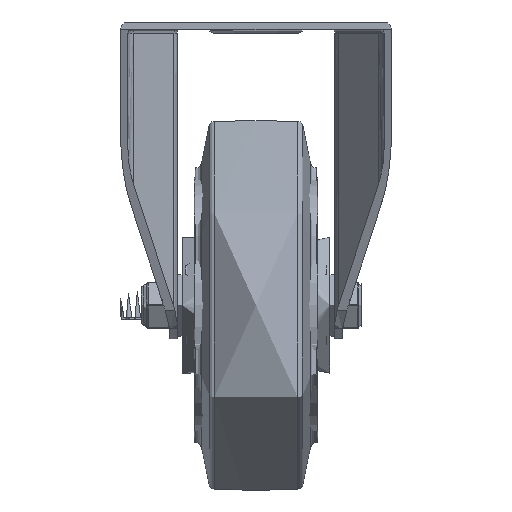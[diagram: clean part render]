
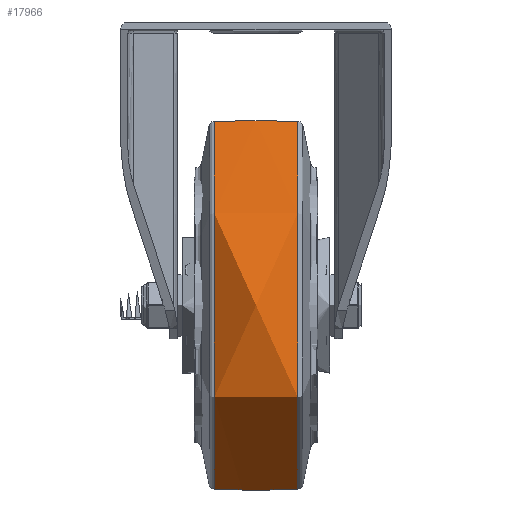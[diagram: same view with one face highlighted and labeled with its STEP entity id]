
A CAD part, left-side view. The second image highlights one B-rep face of the part: STEP entity #17966.
In plain terms, the highlighted free-form (B-spline) face has degree [2, 2] with [3, 9] control points.
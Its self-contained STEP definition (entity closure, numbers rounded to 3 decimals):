
#45=(
BOUNDED_SURFACE()
B_SPLINE_SURFACE(2,2,((#25927,#25928,#25929,#25930,#25931,#25932,#25933,
#25934,#25935),(#25936,#25937,#25938,#25939,#25940,#25941,#25942,#25943,
#25944),(#25945,#25946,#25947,#25948,#25949,#25950,#25951,#25952,#25953)),
 .UNSPECIFIED.,.F.,.T.,.F.)
B_SPLINE_SURFACE_WITH_KNOTS((3,3),(3,2,2,2,3),(-0.043,0.043),
(-3.142,-1.571,0.,1.571,3.142),
 .UNSPECIFIED.)
GEOMETRIC_REPRESENTATION_ITEM()
RATIONAL_B_SPLINE_SURFACE(((1.,0.707,1.,0.707,1.,
0.707,1.,0.707,1.),(0.999,0.706,
0.999,0.706,0.999,0.706,
0.999,0.706,0.999),(1.,0.707,
1.,0.707,1.,0.707,1.,0.707,1.)))
REPRESENTATION_ITEM('')
SURFACE()
);
#4917=FACE_OUTER_BOUND('',#5971,.T.);
#5971=EDGE_LOOP('',(#12984,#12985,#12986,#12987));
#7062=CIRCLE('',#19291,74.634);
#7065=CIRCLE('',#19294,74.634);
#7066=CIRCLE('',#19295,390.807);
#7805=VERTEX_POINT('',#25922);
#7807=VERTEX_POINT('',#25954);
#9784=EDGE_CURVE('',#7805,#7805,#7062,.T.);
#9787=EDGE_CURVE('',#7807,#7807,#7065,.T.);
#9788=EDGE_CURVE('',#7807,#7805,#7066,.T.);
#12984=ORIENTED_EDGE('',*,*,#9787,.F.);
#12985=ORIENTED_EDGE('',*,*,#9788,.T.);
#12986=ORIENTED_EDGE('',*,*,#9784,.T.);
#12987=ORIENTED_EDGE('',*,*,#9788,.F.);
#17966=ADVANCED_FACE('',(#4917),#45,.F.);
#19291=AXIS2_PLACEMENT_3D('',#25923,#21263,#21264);
#19294=AXIS2_PLACEMENT_3D('',#25955,#21269,#21270);
#19295=AXIS2_PLACEMENT_3D('',#25956,#21271,#21272);
#21263=DIRECTION('center_axis',(0.,1.,0.));
#21264=DIRECTION('ref_axis',(0.,0.,
1.));
#21269=DIRECTION('center_axis',(0.,1.,0.));
#21270=DIRECTION('ref_axis',(0.,0.,
1.));
#21271=DIRECTION('center_axis',(-1.,0.,0.));
#21272=DIRECTION('ref_axis',(0.,0.,
-1.));
#25922=CARTESIAN_POINT('',(0.,-16.914,-74.634));
#25923=CARTESIAN_POINT('Origin',(0.,-16.914,
0.));
#25927=CARTESIAN_POINT('Ctrl Pts',(0.,-16.914,
-74.634));
#25928=CARTESIAN_POINT('Ctrl Pts',(-74.634,-16.914,
-74.634));
#25929=CARTESIAN_POINT('Ctrl Pts',(-74.634,-16.914,
0.));
#25930=CARTESIAN_POINT('Ctrl Pts',(-74.634,-16.914,
74.634));
#25931=CARTESIAN_POINT('Ctrl Pts',(0.,-16.914,
74.634));
#25932=CARTESIAN_POINT('Ctrl Pts',(74.634,-16.914,74.634));
#25933=CARTESIAN_POINT('Ctrl Pts',(74.634,-16.914,0.));
#25934=CARTESIAN_POINT('Ctrl Pts',(74.634,-16.914,-74.634));
#25935=CARTESIAN_POINT('Ctrl Pts',(0.,-16.914,
-74.634));
#25936=CARTESIAN_POINT('Ctrl Pts',(0.,0.,
-75.367));
#25937=CARTESIAN_POINT('Ctrl Pts',(-75.367,0.,
-75.367));
#25938=CARTESIAN_POINT('Ctrl Pts',(-75.367,0.,
0.));
#25939=CARTESIAN_POINT('Ctrl Pts',(-75.367,0.,
75.367));
#25940=CARTESIAN_POINT('Ctrl Pts',(0.,0.,
75.367));
#25941=CARTESIAN_POINT('Ctrl Pts',(75.367,0.,
75.367));
#25942=CARTESIAN_POINT('Ctrl Pts',(75.367,0.,
0.));
#25943=CARTESIAN_POINT('Ctrl Pts',(75.367,0.,
-75.367));
#25944=CARTESIAN_POINT('Ctrl Pts',(0.,0.,
-75.367));
#25945=CARTESIAN_POINT('Ctrl Pts',(0.,16.914,
-74.634));
#25946=CARTESIAN_POINT('Ctrl Pts',(-74.634,16.914,-74.634));
#25947=CARTESIAN_POINT('Ctrl Pts',(-74.634,16.914,0.));
#25948=CARTESIAN_POINT('Ctrl Pts',(-74.634,16.914,74.634));
#25949=CARTESIAN_POINT('Ctrl Pts',(0.,16.914,
74.634));
#25950=CARTESIAN_POINT('Ctrl Pts',(74.634,16.914,74.634));
#25951=CARTESIAN_POINT('Ctrl Pts',(74.634,16.914,0.));
#25952=CARTESIAN_POINT('Ctrl Pts',(74.634,16.914,-74.634));
#25953=CARTESIAN_POINT('Ctrl Pts',(0.,16.914,
-74.634));
#25954=CARTESIAN_POINT('',(0.,16.914,-74.634));
#25955=CARTESIAN_POINT('Origin',(0.,16.914,
0.));
#25956=CARTESIAN_POINT('Origin',(0.,0.,
315.807));
